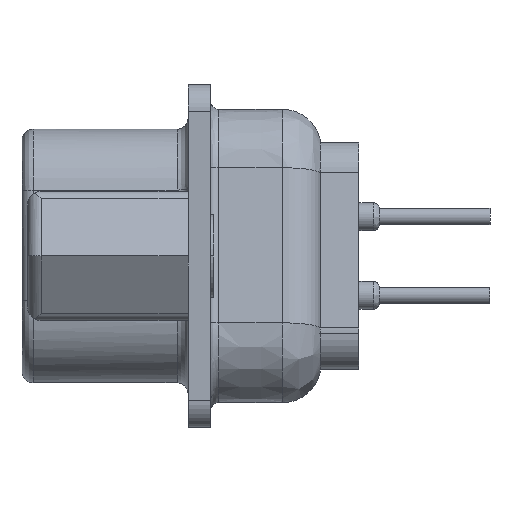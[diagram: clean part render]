
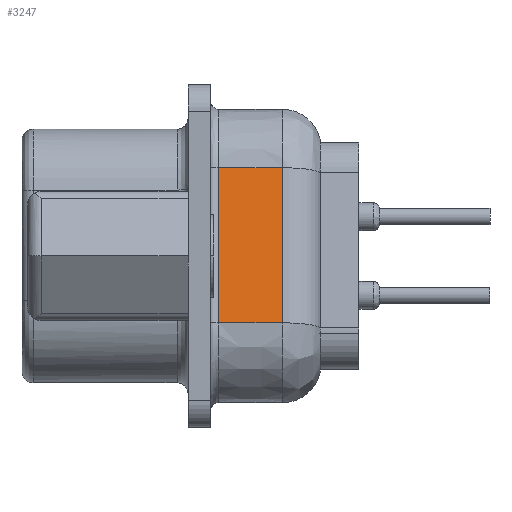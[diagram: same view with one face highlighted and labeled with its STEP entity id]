
A CAD part, left-side view. The second image highlights one B-rep face of the part: STEP entity #3247.
In plain terms, the highlighted planar face has unit normal (-0.988, 0.001, 0.154).
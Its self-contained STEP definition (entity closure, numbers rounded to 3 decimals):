
#955 = CARTESIAN_POINT ( 'NONE',  ( 1.714, 2.766, 1.038 ) ) ;
#1639 = VERTEX_POINT ( 'NONE', #20243 ) ;
#1818 = PLANE ( 'NONE',  #14334 ) ;
#2240 = CARTESIAN_POINT ( 'NONE',  ( 0.837, 1.365, -4.562 ) ) ;
#2621 = VECTOR ( 'NONE', #12890, 1000. ) ;
#3247 = ADVANCED_FACE ( 'NONE', ( #6712 ), #1818, .T. ) ;
#5264 = DIRECTION ( 'NONE',  ( 0.154, 0., 0.988 ) ) ;
#6620 = DIRECTION ( 'NONE',  ( 0.001, 1., 0. ) ) ;
#6712 = FACE_OUTER_BOUND ( 'NONE', #14970, .T. ) ;
#6850 = VERTEX_POINT ( 'NONE', #14214 ) ;
#6917 = CARTESIAN_POINT ( 'NONE',  ( 0.839, 2.766, -4.562 ) ) ;
#6982 = ORIENTED_EDGE ( 'NONE', *, *, #15317, .T. ) ;
#8065 = EDGE_CURVE ( 'NONE', #12815, #19476, #8509, .T. ) ;
#8201 = DIRECTION ( 'NONE',  ( -0.154, 0., -0.988 ) ) ;
#8293 = LINE ( 'NONE', #6917, #10307 ) ;
#8509 = LINE ( 'NONE', #14856, #17140 ) ;
#10307 = VECTOR ( 'NONE', #16124, 1000. ) ;
#10520 = ORIENTED_EDGE ( 'NONE', *, *, #8065, .T. ) ;
#10536 = VECTOR ( 'NONE', #8201, 1000. ) ;
#11210 = ORIENTED_EDGE ( 'NONE', *, *, #12433, .T. ) ;
#11416 = CARTESIAN_POINT ( 'NONE',  ( 0.837, 1.365, -4.562 ) ) ;
#12433 = EDGE_CURVE ( 'NONE', #6850, #12815, #8293, .T. ) ;
#12815 = VERTEX_POINT ( 'NONE', #955 ) ;
#12890 = DIRECTION ( 'NONE',  ( -0.001, -1., 0. ) ) ;
#14214 = CARTESIAN_POINT ( 'NONE',  ( 0.839, 2.766, -4.562 ) ) ;
#14334 = AXIS2_PLACEMENT_3D ( 'NONE', #2240, #16333, #5264 ) ;
#14660 = CARTESIAN_POINT ( 'NONE',  ( 1.716, 5.065, 1.038 ) ) ;
#14856 = CARTESIAN_POINT ( 'NONE',  ( 1.712, 1.365, 1.038 ) ) ;
#14970 = EDGE_LOOP ( 'NONE', ( #11210, #10520, #6982, #18634 ) ) ;
#15317 = EDGE_CURVE ( 'NONE', #19476, #1639, #16135, .T. ) ;
#16124 = DIRECTION ( 'NONE',  ( 0.154, 0., 0.988 ) ) ;
#16135 = LINE ( 'NONE', #14660, #10536 ) ;
#16333 = DIRECTION ( 'NONE',  ( -0.988, 0.001, 0.154 ) ) ;
#17140 = VECTOR ( 'NONE', #6620, 1000. ) ;
#17596 = LINE ( 'NONE', #11416, #2621 ) ;
#18634 = ORIENTED_EDGE ( 'NONE', *, *, #19313, .T. ) ;
#19313 = EDGE_CURVE ( 'NONE', #1639, #6850, #17596, .T. ) ;
#19440 = CARTESIAN_POINT ( 'NONE',  ( 1.716, 5.065, 1.038 ) ) ;
#19476 = VERTEX_POINT ( 'NONE', #19440 ) ;
#20243 = CARTESIAN_POINT ( 'NONE',  ( 0.841, 5.065, -4.562 ) ) ;
